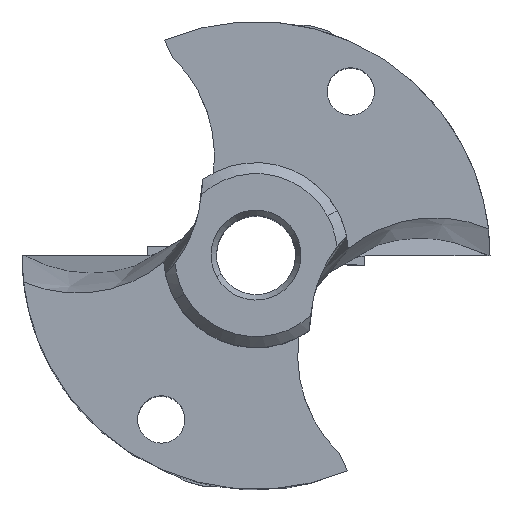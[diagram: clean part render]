
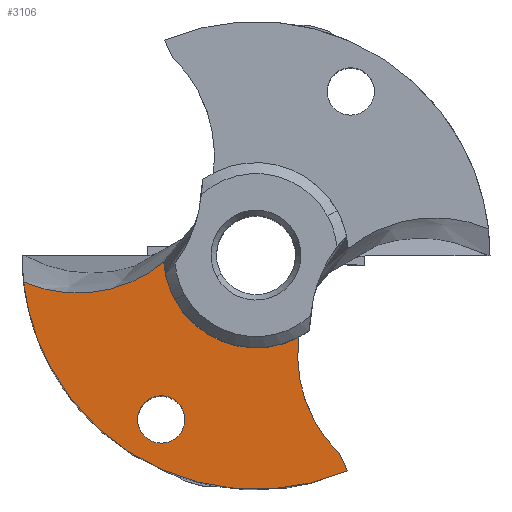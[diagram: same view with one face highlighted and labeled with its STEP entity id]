
A CAD part, top view. The second image highlights one B-rep face of the part: STEP entity #3106.
In plain terms, the highlighted planar face has unit normal (0, 0, 1).
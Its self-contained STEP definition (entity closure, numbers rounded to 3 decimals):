
#281=AXIS2_PLACEMENT_3D('Circle Axis2P3D',#279,#280,$) ;
#707=AXIS2_PLACEMENT_3D('Circle Axis2P3D',#705,#706,$) ;
#726=AXIS2_PLACEMENT_3D('Circle Axis2P3D',#724,#725,$) ;
#972=AXIS2_PLACEMENT_3D('Circle Axis2P3D',#970,#971,$) ;
#1183=AXIS2_PLACEMENT_3D('Circle Axis2P3D',#1181,#1182,$) ;
#1277=AXIS2_PLACEMENT_3D('Plane Axis2P3D',#1274,#1275,#1276) ;
#3090=AXIS2_PLACEMENT_3D('Circle Axis2P3D',#3088,#3089,$) ;
#276=CARTESIAN_POINT('Vertex',(-18.649,-10.188,0.)) ;
#279=CARTESIAN_POINT('Axis2P3D Location',(0.,0.,0.)) ;
#283=CARTESIAN_POINT('Vertex',(-21.114,-2.402,0.)) ;
#455=CARTESIAN_POINT('Vertex',(7.563,-17.972,0.)) ;
#459=CARTESIAN_POINT('Control Point',(7.563,-17.972,0.)) ;
#460=CARTESIAN_POINT('Control Point',(7.711,-18.29,0.)) ;
#461=CARTESIAN_POINT('Control Point',(7.859,-18.607,0.)) ;
#462=CARTESIAN_POINT('Control Point',(8.007,-18.925,0.)) ;
#463=CARTESIAN_POINT('Control Point',(8.155,-19.243,0.)) ;
#464=CARTESIAN_POINT('Control Point',(8.303,-19.561,0.)) ;
#465=CARTESIAN_POINT('Vertex',(8.303,-19.561,0.)) ;
#702=CARTESIAN_POINT('Vertex',(-8.6,-12.746,0.)) ;
#705=CARTESIAN_POINT('Axis2P3D Location',(-8.6,-14.896,0.)) ;
#709=CARTESIAN_POINT('Vertex',(-8.6,-17.046,0.)) ;
#724=CARTESIAN_POINT('Axis2P3D Location',(-8.6,-14.896,0.)) ;
#839=CARTESIAN_POINT('Vertex',(3.892,-7.444,0.)) ;
#843=CARTESIAN_POINT('Control Point',(7.563,-17.972,0.)) ;
#844=CARTESIAN_POINT('Control Point',(5.93,-16.408,0.)) ;
#845=CARTESIAN_POINT('Control Point',(4.607,-14.417,0.)) ;
#846=CARTESIAN_POINT('Control Point',(3.801,-12.094,0.)) ;
#847=CARTESIAN_POINT('Control Point',(3.593,-9.708,0.)) ;
#848=CARTESIAN_POINT('Control Point',(3.892,-7.444,0.)) ;
#967=CARTESIAN_POINT('Vertex',(-7.372,-4.027,0.)) ;
#970=CARTESIAN_POINT('Axis2P3D Location',(0.,0.,0.)) ;
#1181=CARTESIAN_POINT('Axis2P3D Location',(0.,0.,0.)) ;
#1185=CARTESIAN_POINT('Vertex',(-8.377,-0.615,0.)) ;
#1274=CARTESIAN_POINT('Axis2P3D Location',(21.25,0.,0.)) ;
#3031=CARTESIAN_POINT('Control Point',(-21.114,-2.402,0.)) ;
#3032=CARTESIAN_POINT('Control Point',(-18.741,-3.443,0.)) ;
#3033=CARTESIAN_POINT('Control Point',(-15.972,-3.909,0.)) ;
#3034=CARTESIAN_POINT('Control Point',(-13.045,-3.514,0.)) ;
#3035=CARTESIAN_POINT('Control Point',(-10.454,-2.317,0.)) ;
#3036=CARTESIAN_POINT('Control Point',(-8.377,-0.615,0.)) ;
#3088=CARTESIAN_POINT('Axis2P3D Location',(0.,0.,0.)) ;
#280=DIRECTION('Axis2P3D Direction',(0.,0.,1.)) ;
#706=DIRECTION('Axis2P3D Direction',(-0.,0.,-1.)) ;
#725=DIRECTION('Axis2P3D Direction',(-0.,0.,-1.)) ;
#971=DIRECTION('Axis2P3D Direction',(0.,0.,1.)) ;
#1182=DIRECTION('Axis2P3D Direction',(0.,0.,1.)) ;
#1275=DIRECTION('Axis2P3D Direction',(0.,0.,1.)) ;
#1276=DIRECTION('Axis2P3D XDirection',(1.,0.,0.)) ;
#3089=DIRECTION('Axis2P3D Direction',(0.,0.,1.)) ;
#3094=ORIENTED_EDGE('',*,*,#849,.T.) ;
#3095=ORIENTED_EDGE('',*,*,#974,.F.) ;
#3096=ORIENTED_EDGE('',*,*,#1187,.F.) ;
#3097=ORIENTED_EDGE('',*,*,#3037,.F.) ;
#3098=ORIENTED_EDGE('',*,*,#285,.T.) ;
#3099=ORIENTED_EDGE('',*,*,#3092,.T.) ;
#3100=ORIENTED_EDGE('',*,*,#467,.F.) ;
#3103=ORIENTED_EDGE('',*,*,#711,.T.) ;
#3104=ORIENTED_EDGE('',*,*,#728,.T.) ;
#3105=FACE_BOUND('',#3102,.T.) ;
#3106=ADVANCED_FACE('NOCUT',(#3101,#3105),#1278,.T.) ;
#458=B_SPLINE_CURVE_WITH_KNOTS('',5,(#459,#460,#461,#462,#463,#464),.UNSPECIFIED.,.F.,.U.,(6,6),(1.799,3.552),.UNSPECIFIED.) ;
#842=B_SPLINE_CURVE_WITH_KNOTS('',5,(#843,#844,#845,#846,#847,#848),.UNSPECIFIED.,.F.,.U.,(6,6),(4.238,20.449),.UNSPECIFIED.) ;
#3030=B_SPLINE_CURVE_WITH_KNOTS('',5,(#3031,#3032,#3033,#3034,#3035,#3036),.UNSPECIFIED.,.F.,.U.,(6,6),(0.22,19.282),.UNSPECIFIED.) ;
#282=CIRCLE('generated circle',#281,21.25) ;
#708=CIRCLE('generated circle',#707,2.15) ;
#727=CIRCLE('generated circle',#726,2.15) ;
#973=CIRCLE('generated circle',#972,8.4) ;
#1184=CIRCLE('generated circle',#1183,8.4) ;
#3091=CIRCLE('generated circle',#3090,21.25) ;
#285=EDGE_CURVE('',#284,#277,#282,.T.) ;
#467=EDGE_CURVE('',#456,#466,#458,.T.) ;
#711=EDGE_CURVE('',#710,#703,#708,.T.) ;
#728=EDGE_CURVE('',#703,#710,#727,.T.) ;
#849=EDGE_CURVE('',#456,#840,#842,.T.) ;
#974=EDGE_CURVE('',#968,#840,#973,.T.) ;
#1187=EDGE_CURVE('',#1186,#968,#1184,.T.) ;
#3037=EDGE_CURVE('',#284,#1186,#3030,.T.) ;
#3092=EDGE_CURVE('',#277,#466,#3091,.T.) ;
#3093=EDGE_LOOP('',(#3094,#3095,#3096,#3097,#3098,#3099,#3100)) ;
#3102=EDGE_LOOP('',(#3103,#3104)) ;
#3101=FACE_OUTER_BOUND('',#3093,.T.) ;
#1278=PLANE('',#1277) ;
#277=VERTEX_POINT('',#276) ;
#284=VERTEX_POINT('',#283) ;
#456=VERTEX_POINT('',#455) ;
#466=VERTEX_POINT('',#465) ;
#703=VERTEX_POINT('',#702) ;
#710=VERTEX_POINT('',#709) ;
#840=VERTEX_POINT('',#839) ;
#968=VERTEX_POINT('',#967) ;
#1186=VERTEX_POINT('',#1185) ;
